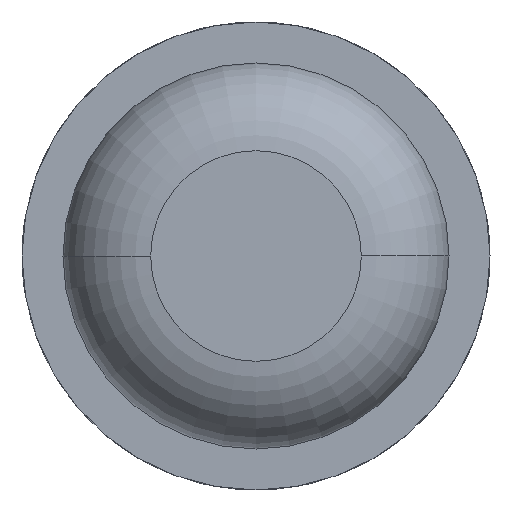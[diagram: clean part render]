
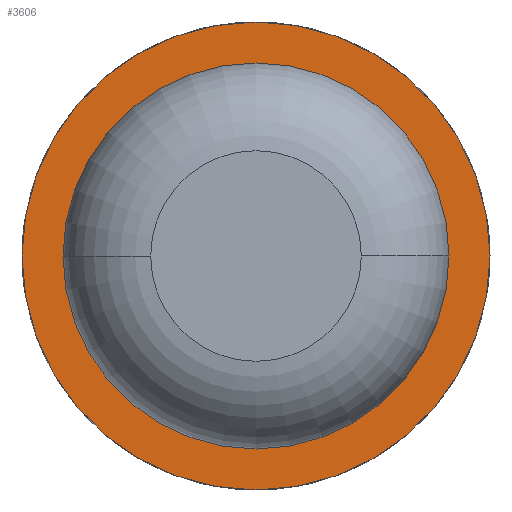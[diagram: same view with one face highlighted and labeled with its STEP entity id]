
A CAD part, front view. The second image highlights one B-rep face of the part: STEP entity #3606.
In plain terms, the highlighted planar face has unit normal (0, -1, 0).
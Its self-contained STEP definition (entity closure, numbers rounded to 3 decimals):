
#178 = ORIENTED_EDGE ( 'NONE', *, *, #888, .T. ) ;
#221 = CARTESIAN_POINT ( 'NONE',  ( -0.825, -6., 0. ) ) ;
#311 = DIRECTION ( 'NONE',  ( 0., 1., 0. ) ) ;
#324 = EDGE_LOOP ( 'NONE', ( #3593, #2059 ) ) ;
#327 = CARTESIAN_POINT ( 'NONE',  ( 0.825, -6., 0. ) ) ;
#627 = CARTESIAN_POINT ( 'NONE',  ( 0., -6., 0. ) ) ;
#744 = CIRCLE ( 'NONE', #1957, 1. ) ;
#819 = CARTESIAN_POINT ( 'NONE',  ( 1., -6., 0. ) ) ;
#888 = EDGE_CURVE ( 'Defeature ausgef�hrt1_5+Defeature ausgef�hrt1_0+Defeature ausgef�hrt1_0+Defeature ausgef�hrt1_0', #2242, #3417, #1431, .T. ) ;
#915 = FACE_BOUND ( 'NONE', #4520, .T. ) ;
#1048 = VERTEX_POINT ( 'NONE', #819 ) ;
#1203 = VERTEX_POINT ( 'NONE', #1984 ) ;
#1430 = DIRECTION ( 'NONE',  ( -1., 0., 0. ) ) ;
#1431 = CIRCLE ( 'NONE', #2092, 0.825 ) ;
#1502 = CARTESIAN_POINT ( 'NONE',  ( 0.825, -6., 0. ) ) ;
#1630 = DIRECTION ( 'NONE',  ( 0., 1., 0. ) ) ;
#1957 = AXIS2_PLACEMENT_3D ( 'NONE', #2510, #4747, #2161 ) ;
#1984 = CARTESIAN_POINT ( 'NONE',  ( -1., -6., 0. ) ) ;
#2059 = ORIENTED_EDGE ( 'NONE', *, *, #2134, .F. ) ;
#2092 = AXIS2_PLACEMENT_3D ( 'NONE', #2744, #1630, #4596 ) ;
#2129 = AXIS2_PLACEMENT_3D ( 'NONE', #3376, #4204, #3421 ) ;
#2134 = EDGE_CURVE ( 'Defeature ausgef�hrt1_6+Defeature ausgef�hrt1_5+Defeature ausgef�hrt1_5+Defeature ausgef�hrt1_5', #1048, #1203, #744, .T. ) ;
#2161 = DIRECTION ( 'NONE',  ( -1., 0., 0. ) ) ;
#2242 = VERTEX_POINT ( 'NONE', #1502 ) ;
#2466 = DIRECTION ( 'NONE',  ( 0., 1., 0. ) ) ;
#2510 = CARTESIAN_POINT ( 'NONE',  ( 0., -6., 0. ) ) ;
#2744 = CARTESIAN_POINT ( 'NONE',  ( 0., -6., 0. ) ) ;
#2793 = EDGE_CURVE ( 'Defeature ausgef�hrt1_6+Defeature ausgef�hrt1_5+Defeature ausgef�hrt1_5+Defeature ausgef�hrt1_5', #1203, #1048, #3265, .T. ) ;
#2824 = DIRECTION ( 'NONE',  ( -1., 0., 0. ) ) ;
#3265 = CIRCLE ( 'NONE', #2129, 1. ) ;
#3376 = CARTESIAN_POINT ( 'NONE',  ( 0., -6., 0. ) ) ;
#3417 = VERTEX_POINT ( 'NONE', #221 ) ;
#3421 = DIRECTION ( 'NONE',  ( -1., 0., 0. ) ) ;
#3484 = EDGE_CURVE ( 'Defeature ausgef�hrt1_5+Defeature ausgef�hrt1_0+Defeature ausgef�hrt1_0+Defeature ausgef�hrt1_0', #3417, #2242, #4560, .T. ) ;
#3486 = FACE_OUTER_BOUND ( 'NONE', #324, .T. ) ;
#3573 = ORIENTED_EDGE ( 'NONE', *, *, #3484, .T. ) ;
#3593 = ORIENTED_EDGE ( 'NONE', *, *, #2793, .F. ) ;
#3606 = ADVANCED_FACE ( 'Defeature ausgef�hrt1_5', ( #3486, #915 ), #4803, .F. ) ;
#4029 = AXIS2_PLACEMENT_3D ( 'NONE', #327, #311, #1430 ) ;
#4204 = DIRECTION ( 'NONE',  ( 0., 1., 0. ) ) ;
#4288 = AXIS2_PLACEMENT_3D ( 'NONE', #627, #2466, #2824 ) ;
#4520 = EDGE_LOOP ( 'NONE', ( #3573, #178 ) ) ;
#4560 = CIRCLE ( 'NONE', #4288, 0.825 ) ;
#4596 = DIRECTION ( 'NONE',  ( -1., 0., 0. ) ) ;
#4747 = DIRECTION ( 'NONE',  ( 0., 1., 0. ) ) ;
#4803 = PLANE ( 'NONE',  #4029 ) ;
